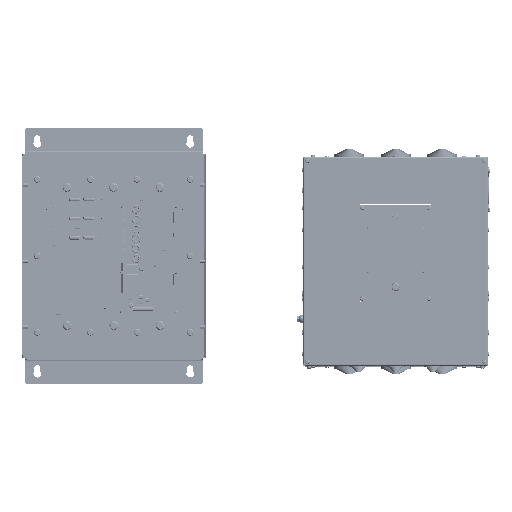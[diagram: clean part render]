
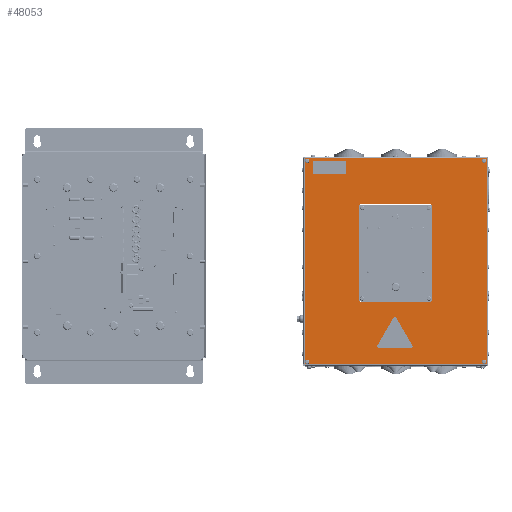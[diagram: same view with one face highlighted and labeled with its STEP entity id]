
A CAD part, top view. The second image highlights one B-rep face of the part: STEP entity #48053.
In plain terms, the highlighted planar face has unit normal (0, 0, 1).
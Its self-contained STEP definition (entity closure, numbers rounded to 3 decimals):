
#48053=ADVANCED_FACE('',(#83195,#83197,#83199,#83201,#83203,#83205),#83207,.T.);
#83195=FACE_BOUND('',#83196,.T.);
#83196=EDGE_LOOP('',(#133853,#133854,#133855,#133856));
#83197=FACE_BOUND('',#83198,.T.);
#83198=EDGE_LOOP('',(#133857,#133858,#133859,#133860,#133861,#133862,#133863,#133864));
#83199=FACE_BOUND('',#83200,.T.);
#83200=EDGE_LOOP('',(#133865));
#83201=FACE_BOUND('',#83202,.T.);
#83202=EDGE_LOOP('',(#133866));
#83203=FACE_BOUND('',#83204,.T.);
#83204=EDGE_LOOP('',(#133867));
#83205=FACE_BOUND('',#83206,.T.);
#83206=EDGE_LOOP('',(#133868));
#83207=PLANE('',#83208);
#83208=AXIS2_PLACEMENT_3D('',#83209,#83210,#83211);
#83209=CARTESIAN_POINT('',(524.033,572.841,329.72));
#83210=DIRECTION('',(0.,0.,1.));
#83211=DIRECTION('',(1.,0.,0.));
#133853=ORIENTED_EDGE('',*,*,#162431,.T.);
#133854=ORIENTED_EDGE('',*,*,#162432,.T.);
#133855=ORIENTED_EDGE('',*,*,#162433,.T.);
#133856=ORIENTED_EDGE('',*,*,#162434,.T.);
#133857=ORIENTED_EDGE('',*,*,#162435,.F.);
#133858=ORIENTED_EDGE('',*,*,#162436,.T.);
#133859=ORIENTED_EDGE('',*,*,#162437,.F.);
#133860=ORIENTED_EDGE('',*,*,#162438,.T.);
#133861=ORIENTED_EDGE('',*,*,#162439,.F.);
#133862=ORIENTED_EDGE('',*,*,#162440,.T.);
#133863=ORIENTED_EDGE('',*,*,#162441,.F.);
#133864=ORIENTED_EDGE('',*,*,#162442,.T.);
#133865=ORIENTED_EDGE('',*,*,#162443,.T.);
#133866=ORIENTED_EDGE('',*,*,#162444,.T.);
#133867=ORIENTED_EDGE('',*,*,#162445,.T.);
#133868=ORIENTED_EDGE('',*,*,#162446,.T.);
#162431=EDGE_CURVE('',#197828,#197829,#197830,.T.);
#162432=EDGE_CURVE('',#197829,#197831,#197832,.T.);
#162433=EDGE_CURVE('',#197831,#197833,#197834,.T.);
#162434=EDGE_CURVE('',#197833,#197828,#197835,.T.);
#162435=EDGE_CURVE('',#197836,#197837,#197838,.F.);
#162436=EDGE_CURVE('',#197836,#197839,#197840,.F.);
#162437=EDGE_CURVE('',#197841,#197839,#197842,.F.);
#162438=EDGE_CURVE('',#197841,#197843,#197844,.F.);
#162439=EDGE_CURVE('',#197845,#197843,#197846,.F.);
#162440=EDGE_CURVE('',#197845,#197847,#197848,.F.);
#162441=EDGE_CURVE('',#197849,#197847,#197850,.F.);
#162442=EDGE_CURVE('',#197849,#197837,#197851,.F.);
#162443=EDGE_CURVE('',#197852,#197852,#197853,.F.);
#162444=EDGE_CURVE('',#197854,#197854,#197855,.F.);
#162445=EDGE_CURVE('',#197856,#197856,#197857,.F.);
#162446=EDGE_CURVE('',#197858,#197858,#197859,.F.);
#197828=VERTEX_POINT('',#254781);
#197829=VERTEX_POINT('',#254782);
#197830=LINE('',#254783,#254784);
#197831=VERTEX_POINT('',#254786);
#197832=LINE('',#254787,#254788);
#197833=VERTEX_POINT('',#254790);
#197834=LINE('',#254791,#254792);
#197835=LINE('',#254794,#254795);
#197836=VERTEX_POINT('',#254797);
#197837=VERTEX_POINT('',#254798);
#197838=CIRCLE('',#254799,5.);
#197839=VERTEX_POINT('',#254803);
#197840=LINE('',#254804,#254805);
#197841=VERTEX_POINT('',#254807);
#197842=CIRCLE('',#254808,5.);
#197843=VERTEX_POINT('',#254812);
#197844=LINE('',#254813,#254814);
#197845=VERTEX_POINT('',#254816);
#197846=CIRCLE('',#254817,5.);
#197847=VERTEX_POINT('',#254821);
#197848=LINE('',#254822,#254823);
#197849=VERTEX_POINT('',#254825);
#197850=CIRCLE('',#254826,5.);
#197851=LINE('',#254830,#254831);
#197852=VERTEX_POINT('',#254833);
#197853=CIRCLE('',#254834,2.5);
#197854=VERTEX_POINT('',#254838);
#197855=CIRCLE('',#254839,2.5);
#197856=VERTEX_POINT('',#254843);
#197857=CIRCLE('',#254844,2.5);
#197858=VERTEX_POINT('',#254848);
#197859=CIRCLE('',#254849,2.5);
#254781=CARTESIAN_POINT('',(859.733,193.141,329.72));
#254782=CARTESIAN_POINT('',(859.733,570.541,329.72));
#254783=CARTESIAN_POINT('',(859.733,193.141,329.72));
#254784=VECTOR('',#254785,1.);
#254785=DIRECTION('',(0.,1.,0.));
#254786=CARTESIAN_POINT('',(526.333,570.541,329.72));
#254787=CARTESIAN_POINT('',(859.733,570.541,329.72));
#254788=VECTOR('',#254789,1.);
#254789=DIRECTION('',(-1.,0.,0.));
#254790=CARTESIAN_POINT('',(526.333,193.141,329.72));
#254791=CARTESIAN_POINT('',(526.333,570.541,329.72));
#254792=VECTOR('',#254793,1.);
#254793=DIRECTION('',(0.,-1.,0.));
#254794=CARTESIAN_POINT('',(526.333,193.141,329.72));
#254795=VECTOR('',#254796,1.);
#254796=DIRECTION('',(1.,0.,0.));
#254797=CARTESIAN_POINT('',(630.533,486.341,329.72));
#254798=CARTESIAN_POINT('',(625.533,481.341,329.72));
#254799=AXIS2_PLACEMENT_3D('',#254800,#254801,#254802);
#254800=CARTESIAN_POINT('',(630.533,481.341,329.72));
#254801=DIRECTION('',(0.,0.,-1.));
#254802=DIRECTION('',(-1.,0.,0.));
#254803=CARTESIAN_POINT('',(755.533,486.341,329.72));
#254804=CARTESIAN_POINT('',(755.533,486.341,329.72));
#254805=VECTOR('',#254806,1.);
#254806=DIRECTION('',(-1.,0.,0.));
#254807=CARTESIAN_POINT('',(760.533,481.341,329.72));
#254808=AXIS2_PLACEMENT_3D('',#254809,#254810,#254811);
#254809=CARTESIAN_POINT('',(755.533,481.341,329.72));
#254810=DIRECTION('',(0.,0.,-1.));
#254811=DIRECTION('',(0.,1.,0.));
#254812=CARTESIAN_POINT('',(760.533,312.341,329.72));
#254813=CARTESIAN_POINT('',(760.533,312.341,329.72));
#254814=VECTOR('',#254815,1.);
#254815=DIRECTION('',(0.,1.,0.));
#254816=CARTESIAN_POINT('',(755.533,307.341,329.72));
#254817=AXIS2_PLACEMENT_3D('',#254818,#254819,#254820);
#254818=CARTESIAN_POINT('',(755.533,312.341,329.72));
#254819=DIRECTION('',(0.,0.,-1.));
#254820=DIRECTION('',(1.,0.,0.));
#254821=CARTESIAN_POINT('',(630.533,307.341,329.72));
#254822=CARTESIAN_POINT('',(630.533,307.341,329.72));
#254823=VECTOR('',#254824,1.);
#254824=DIRECTION('',(1.,0.,0.));
#254825=CARTESIAN_POINT('',(625.533,312.341,329.72));
#254826=AXIS2_PLACEMENT_3D('',#254827,#254828,#254829);
#254827=CARTESIAN_POINT('',(630.533,312.341,329.72));
#254828=DIRECTION('',(0.,0.,-1.));
#254829=DIRECTION('',(0.,-1.,0.));
#254830=CARTESIAN_POINT('',(625.533,481.341,329.72));
#254831=VECTOR('',#254832,1.);
#254832=DIRECTION('',(0.,-1.,0.));
#254833=CARTESIAN_POINT('',(852.533,565.841,329.72));
#254834=AXIS2_PLACEMENT_3D('',#254835,#254836,#254837);
#254835=CARTESIAN_POINT('',(855.033,565.841,329.72));
#254836=DIRECTION('',(0.,0.,1.));
#254837=DIRECTION('',(-1.,0.,0.));
#254838=CARTESIAN_POINT('',(852.533,197.841,329.72));
#254839=AXIS2_PLACEMENT_3D('',#254840,#254841,#254842);
#254840=CARTESIAN_POINT('',(855.033,197.841,329.72));
#254841=DIRECTION('',(0.,0.,1.));
#254842=DIRECTION('',(-1.,0.,0.));
#254843=CARTESIAN_POINT('',(528.533,565.841,329.72));
#254844=AXIS2_PLACEMENT_3D('',#254845,#254846,#254847);
#254845=CARTESIAN_POINT('',(531.033,565.841,329.72));
#254846=DIRECTION('',(0.,0.,1.));
#254847=DIRECTION('',(-1.,0.,0.));
#254848=CARTESIAN_POINT('',(528.533,197.841,329.72));
#254849=AXIS2_PLACEMENT_3D('',#254850,#254851,#254852);
#254850=CARTESIAN_POINT('',(531.033,197.841,329.72));
#254851=DIRECTION('',(0.,0.,1.));
#254852=DIRECTION('',(-1.,0.,0.));
